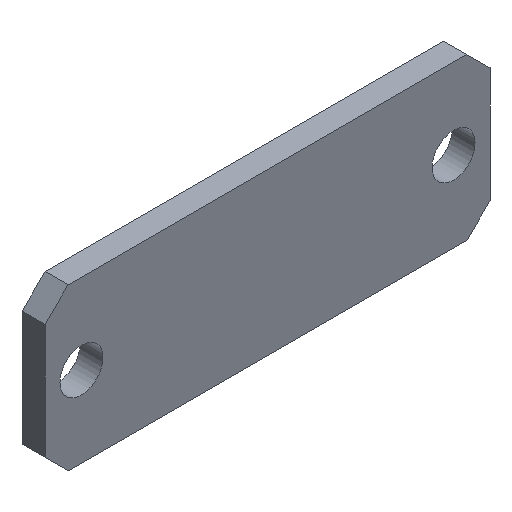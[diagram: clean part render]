
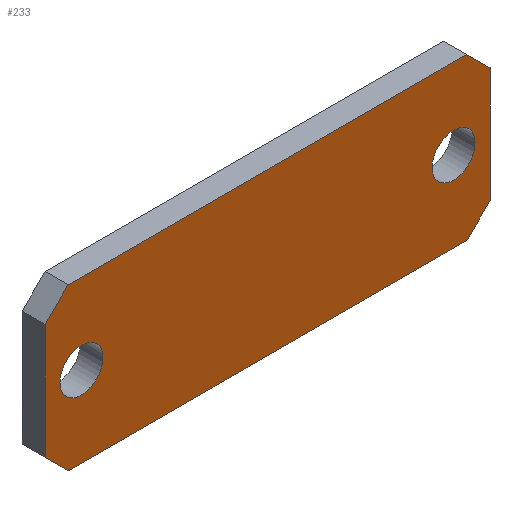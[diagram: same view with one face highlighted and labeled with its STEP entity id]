
A CAD part, isometric view. The second image highlights one B-rep face of the part: STEP entity #233.
In plain terms, the highlighted planar face has unit normal (0, -1, 0).
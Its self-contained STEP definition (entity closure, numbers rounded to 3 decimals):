
#19=FACE_BOUND('',#48,.T.);
#20=FACE_BOUND('',#49,.T.);
#23=CIRCLE('',#262,2.805);
#24=CIRCLE('',#263,2.805);
#33=FACE_OUTER_BOUND('',#47,.T.);
#47=EDGE_LOOP('',(#193,#194,#195,#196,#197,#198,#199,#200));
#48=EDGE_LOOP('',(#201));
#49=EDGE_LOOP('',(#202));
#53=LINE('',#331,#79);
#59=LINE('',#342,#85);
#67=LINE('',#363,#93);
#69=LINE('',#367,#95);
#71=LINE('',#370,#97);
#72=LINE('',#373,#98);
#74=LINE('',#377,#100);
#76=LINE('',#380,#102);
#79=VECTOR('',#271,10.);
#85=VECTOR('',#279,10.);
#93=VECTOR('',#295,10.);
#95=VECTOR('',#299,10.);
#97=VECTOR('',#303,10.);
#98=VECTOR('',#306,10.);
#100=VECTOR('',#310,10.);
#102=VECTOR('',#314,10.);
#105=VERTEX_POINT('',#329);
#106=VERTEX_POINT('',#330);
#110=VERTEX_POINT('',#340);
#118=VERTEX_POINT('',#360);
#119=VERTEX_POINT('',#362);
#120=VERTEX_POINT('',#366);
#121=VERTEX_POINT('',#372);
#122=VERTEX_POINT('',#376);
#123=VERTEX_POINT('',#381);
#124=VERTEX_POINT('',#383);
#125=EDGE_CURVE('',#105,#106,#53,.T.);
#131=EDGE_CURVE('',#105,#110,#59,.T.);
#141=EDGE_CURVE('',#118,#119,#67,.T.);
#143=EDGE_CURVE('',#120,#119,#69,.T.);
#145=EDGE_CURVE('',#118,#106,#71,.T.);
#146=EDGE_CURVE('',#120,#121,#72,.T.);
#148=EDGE_CURVE('',#122,#121,#74,.T.);
#150=EDGE_CURVE('',#122,#110,#76,.T.);
#151=EDGE_CURVE('',#123,#123,#23,.T.);
#152=EDGE_CURVE('',#124,#124,#24,.T.);
#193=ORIENTED_EDGE('',*,*,#125,.F.);
#194=ORIENTED_EDGE('',*,*,#131,.T.);
#195=ORIENTED_EDGE('',*,*,#150,.F.);
#196=ORIENTED_EDGE('',*,*,#148,.T.);
#197=ORIENTED_EDGE('',*,*,#146,.F.);
#198=ORIENTED_EDGE('',*,*,#143,.T.);
#199=ORIENTED_EDGE('',*,*,#141,.F.);
#200=ORIENTED_EDGE('',*,*,#145,.T.);
#201=ORIENTED_EDGE('',*,*,#151,.T.);
#202=ORIENTED_EDGE('',*,*,#152,.T.);
#223=PLANE('',#261);
#233=ADVANCED_FACE('',(#33,#19,#20),#223,.T.);
#261=AXIS2_PLACEMENT_3D('',#379,#312,#313);
#262=AXIS2_PLACEMENT_3D('',#382,#315,#316);
#263=AXIS2_PLACEMENT_3D('',#384,#317,#318);
#271=DIRECTION('',(-0.707,0.,-0.707));
#279=DIRECTION('',(0.,0.,1.));
#295=DIRECTION('',(-0.707,0.,0.707));
#299=DIRECTION('',(0.,0.,-1.));
#303=DIRECTION('',(1.,0.,0.));
#306=DIRECTION('',(0.707,0.,0.707));
#310=DIRECTION('',(-1.,0.,0.));
#312=DIRECTION('center_axis',(0.,-1.,0.));
#313=DIRECTION('ref_axis',(1.,0.,0.));
#314=DIRECTION('',(0.707,0.,-0.707));
#315=DIRECTION('center_axis',(0.,1.,0.));
#316=DIRECTION('ref_axis',(1.,0.,0.));
#317=DIRECTION('center_axis',(0.,1.,0.));
#318=DIRECTION('ref_axis',(1.,0.,0.));
#329=CARTESIAN_POINT('',(-563.551,147.289,663.258));
#330=CARTESIAN_POINT('',(-566.551,147.289,660.258));
#331=CARTESIAN_POINT('',(-558.372,147.289,668.437));
#340=CARTESIAN_POINT('',(-563.551,147.289,678.258));
#342=CARTESIAN_POINT('',(-563.551,147.289,659.258));
#360=CARTESIAN_POINT('',(-618.551,147.289,660.258));
#362=CARTESIAN_POINT('',(-621.551,147.289,663.258));
#363=CARTESIAN_POINT('',(-604.122,147.289,645.828));
#366=CARTESIAN_POINT('',(-621.551,147.289,678.258));
#367=CARTESIAN_POINT('',(-621.551,147.289,682.258));
#370=CARTESIAN_POINT('',(-621.551,147.289,660.258));
#372=CARTESIAN_POINT('',(-618.551,147.289,681.258));
#373=CARTESIAN_POINT('',(-604.122,147.289,695.687));
#376=CARTESIAN_POINT('',(-566.551,147.289,681.258));
#377=CARTESIAN_POINT('',(-563.551,147.289,681.258));
#379=CARTESIAN_POINT('Origin',(-547.332,147.289,670.758));
#380=CARTESIAN_POINT('',(-558.372,147.289,673.078));
#381=CARTESIAN_POINT('',(-571.106,147.289,670.758));
#382=CARTESIAN_POINT('Origin',(-568.301,147.289,670.758));
#383=CARTESIAN_POINT('',(-619.606,147.289,670.758));
#384=CARTESIAN_POINT('Origin',(-616.801,147.289,670.758));
